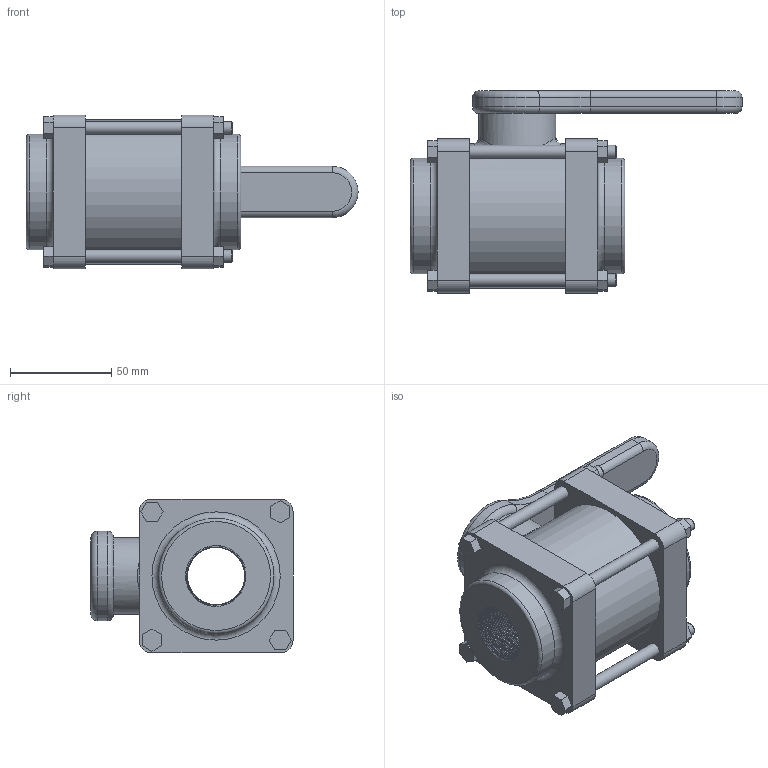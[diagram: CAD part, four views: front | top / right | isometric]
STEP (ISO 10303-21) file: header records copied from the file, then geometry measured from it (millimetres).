
FILE_DESCRIPTION((''),'2;1');
FILE_NAME('banjo ball valve.stp','2014-08-19T14:16:26',('mrister'),(''),'Autodesk Inventor 2013','Autodesk Inventor 2013','');
FILE_SCHEMA(('AUTOMOTIVE_DESIGN { 1 0 10303 214 1 1 1 1 }'));
Length unit declared in the file: inch
Products named in the file (1): banjo ball valve
Bounding box: 164.31 x 100.04 x 76.2 mm (x, y, z)
Volume: 418946.5 mm3; surface area: 72671.2 mm2
Topology: 1 solids, 1 shells, 217 faces, 559 edges, 366 vertices
Faces by surface type: plane 147, cylinder 31, bspline 23, torus 12, cone 4
Full cylindrical faces by diameter (mm): 6.35 x8, 19.05 x1, 38.1 x1, 57.15 x2, 71.438 x1
Entity records: 22713 total; most frequent: CARTESIAN_POINT 17485, ORIENTED_EDGE 1062, DIRECTION 951, EDGE_CURVE 531, VECTOR 397, LINE 397, VERTEX_POINT 360, AXIS2_PLACEMENT_3D 277
